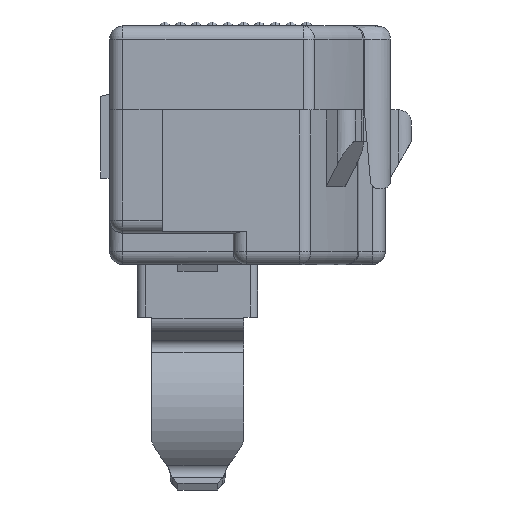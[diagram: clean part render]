
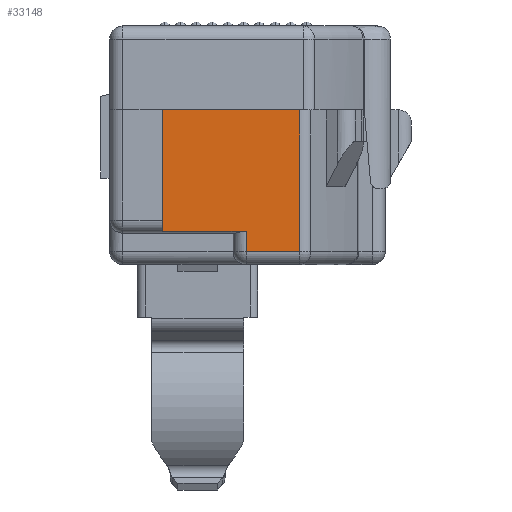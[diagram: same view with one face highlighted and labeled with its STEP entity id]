
A CAD part, left-side view. The second image highlights one B-rep face of the part: STEP entity #33148.
In plain terms, the highlighted planar face has unit normal (-1, 0, 0).
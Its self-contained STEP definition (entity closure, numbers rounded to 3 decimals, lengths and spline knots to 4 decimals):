
#4898=CARTESIAN_POINT('',(-14.,-15.5,-1.4019));
#4912=DIRECTION('',(0.,1.,0.));
#4913=VECTOR('',#4912,5.244);
#4914=CARTESIAN_POINT('',(-14.,-20.744,-1.4019));
#4915=LINE('28287',#4914,#4913);
#4916=DIRECTION('',(0.,1.,0.));
#4917=VECTOR('',#4916,3.2);
#4918=CARTESIAN_POINT('',(-14.,-18.7,
-6.033));
#4919=LINE('4813',#4918,#4917);
#4920=DIRECTION('',(0.,0.,1.));
#4921=VECTOR('',#4920,4.6311);
#4922=CARTESIAN_POINT('',(-14.,-15.5,-6.033));
#4923=LINE('28378',#4922,#4921);
#4929=DIRECTION('',(0.,0.,1.));
#4930=VECTOR('',#4929,5.3981);
#4931=CARTESIAN_POINT('',(-14.,-20.744,-6.8));
#4932=LINE('28387',#4931,#4930);
#12009=DIRECTION('',(0.,0.,-1.));
#12010=VECTOR('',#12009,0.767);
#12011=CARTESIAN_POINT('',(-14.,-18.7,
-6.033));
#12012=LINE('5063',#12011,#12010);
#12453=DIRECTION('',(0.,-1.,0.));
#12454=VECTOR('',#12453,2.044);
#12455=CARTESIAN_POINT('',(-14.,-18.7,-6.8));
#12456=LINE('5055',#12455,#12454);
#20356=CARTESIAN_POINT('',(-14.,-15.5,-6.033));
#20357=VERTEX_POINT('',#20356);
#20358=CARTESIAN_POINT('',(-14.,-18.7,
-6.033));
#20359=VERTEX_POINT('',#20358);
#20538=CARTESIAN_POINT('',(-14.,-20.744,-6.8));
#20539=VERTEX_POINT('',#20538);
#20540=CARTESIAN_POINT('',(-14.,-18.7,-6.8));
#20541=VERTEX_POINT('',#20540);
#25061=VERTEX_POINT('',#4898);
#25135=CARTESIAN_POINT('',(-14.,-20.744,-1.4019));
#25136=VERTEX_POINT('',#25135);
#33131=CARTESIAN_POINT('',(-14.,-15.5,-1.2));
#33132=DIRECTION('',(-1.,0.,0.));
#33133=DIRECTION('',(0.,1.,0.));
#33134=AXIS2_PLACEMENT_3D('',#33131,#33132,#33133);
#33135=PLANE('6257',#33134);
#33136=ORIENTED_EDGE('28287',*,*,#32851,.F.);
#33138=ORIENTED_EDGE('28387',*,*,#33137,.F.);
#33140=ORIENTED_EDGE('5055',*,*,#33139,.F.);
#33142=ORIENTED_EDGE('5063',*,*,#33141,.F.);
#33144=ORIENTED_EDGE('4813',*,*,#33143,.T.);
#33145=ORIENTED_EDGE('28378',*,*,#33113,.T.);
#33146=EDGE_LOOP('6257',(#33136,#33138,#33140,#33142,#33144,#33145));
#33147=FACE_OUTER_BOUND('6257',#33146,.F.);
#33148=ADVANCED_FACE('6257',(#33147),#33135,.T.);
#32851=EDGE_CURVE('28287',#25136,#25061,#4915,.T.);
#33113=EDGE_CURVE('28378',#20357,#25061,#4923,.T.);
#33137=EDGE_CURVE('28387',#20539,#25136,#4932,.T.);
#33139=EDGE_CURVE('5055',#20541,#20539,#12456,.T.);
#33141=EDGE_CURVE('5063',#20359,#20541,#12012,.T.);
#33143=EDGE_CURVE('4813',#20359,#20357,#4919,.T.);
